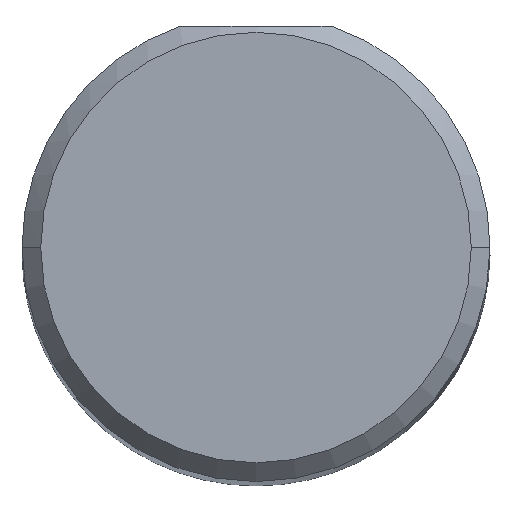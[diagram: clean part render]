
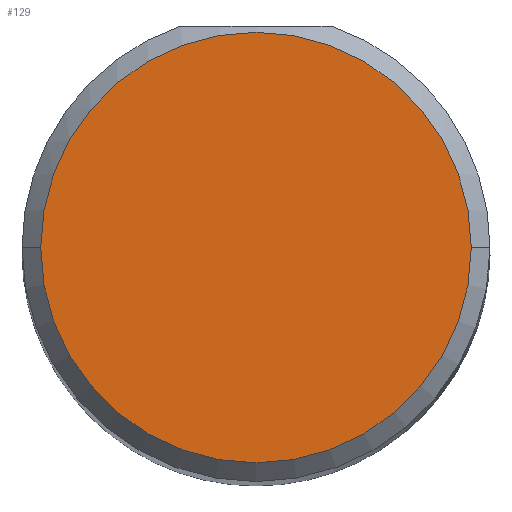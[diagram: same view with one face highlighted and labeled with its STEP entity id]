
A CAD part, top view. The second image highlights one B-rep face of the part: STEP entity #129.
In plain terms, the highlighted planar face has unit normal (0, 0, 1).
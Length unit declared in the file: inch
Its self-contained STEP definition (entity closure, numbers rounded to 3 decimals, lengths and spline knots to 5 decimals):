
#65 = VERTEX_POINT ( 'NONE', #350 ) ;
#73 = FACE_OUTER_BOUND ( 'NONE', #296, .T. ) ;
#92 = EDGE_CURVE ( 'NONE', #300, #65, #114, .T. ) ;
#97 = DIRECTION ( 'NONE',  ( 0., 0., 1. ) ) ;
#108 = PLANE ( 'NONE',  #161 ) ;
#114 = CIRCLE ( 'NONE', #330, 0.1725 ) ;
#129 = ADVANCED_FACE ( 'NONE', ( #73 ), #108, .T. ) ;
#150 = AXIS2_PLACEMENT_3D ( 'NONE', #519, #305, #340 ) ;
#161 = AXIS2_PLACEMENT_3D ( 'NONE', #264, #97, #220 ) ;
#164 = CIRCLE ( 'NONE', #150, 0.1725 ) ;
#220 = DIRECTION ( 'NONE',  ( 1., 0., 0. ) ) ;
#253 = CARTESIAN_POINT ( 'NONE',  ( 0.1725, 0., 4. ) ) ;
#264 = CARTESIAN_POINT ( 'NONE',  ( 0., 0., 4. ) ) ;
#273 = DIRECTION ( 'NONE',  ( 1., 0., 0. ) ) ;
#296 = EDGE_LOOP ( 'NONE', ( #372, #396 ) ) ;
#300 = VERTEX_POINT ( 'NONE', #253 ) ;
#305 = DIRECTION ( 'NONE',  ( 0., 0., 1. ) ) ;
#330 = AXIS2_PLACEMENT_3D ( 'NONE', #389, #488, #273 ) ;
#340 = DIRECTION ( 'NONE',  ( 1., 0., 0. ) ) ;
#350 = CARTESIAN_POINT ( 'NONE',  ( -0.1725, 0., 4. ) ) ;
#372 = ORIENTED_EDGE ( 'NONE', *, *, #524, .T. ) ;
#389 = CARTESIAN_POINT ( 'NONE',  ( 0., 0., 4. ) ) ;
#396 = ORIENTED_EDGE ( 'NONE', *, *, #92, .T. ) ;
#488 = DIRECTION ( 'NONE',  ( 0., 0., 1. ) ) ;
#519 = CARTESIAN_POINT ( 'NONE',  ( 0., 0., 4. ) ) ;
#524 = EDGE_CURVE ( 'NONE', #65, #300, #164, .T. ) ;
